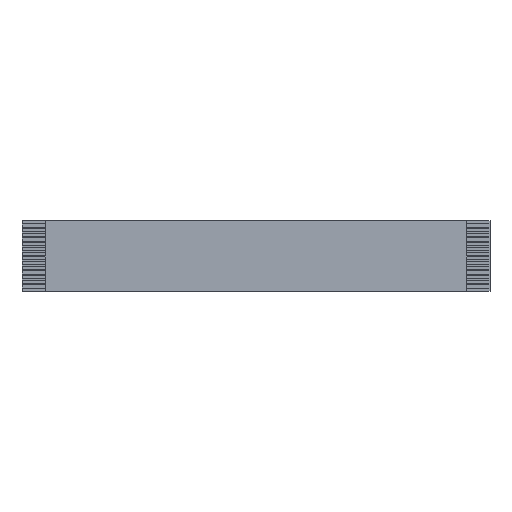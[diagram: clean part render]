
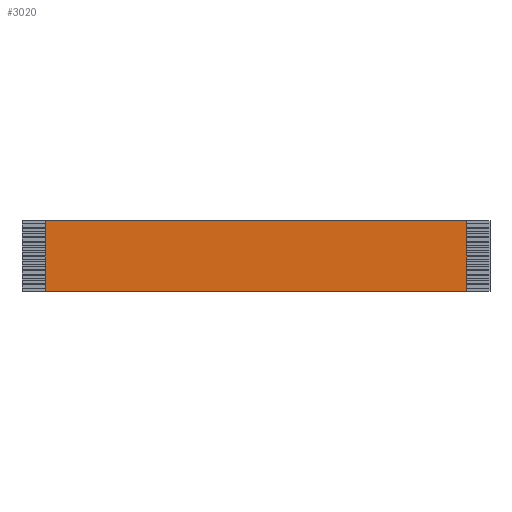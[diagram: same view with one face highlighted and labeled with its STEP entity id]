
A CAD part, top view. The second image highlights one B-rep face of the part: STEP entity #3020.
In plain terms, the highlighted planar face has unit normal (0, 0, 1).
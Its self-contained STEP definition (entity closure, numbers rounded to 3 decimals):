
#641=ORIENTED_EDGE('',*,*,#913,.T.);
#642=ORIENTED_EDGE('',*,*,#1002,.F.);
#643=ORIENTED_EDGE('',*,*,#910,.F.);
#644=ORIENTED_EDGE('',*,*,#1001,.T.);
#910=EDGE_CURVE('',#1195,#1196,#1432,.T.);
#913=EDGE_CURVE('',#1198,#1197,#1435,.T.);
#1001=EDGE_CURVE('',#1195,#1198,#1523,.T.);
#1002=EDGE_CURVE('',#1196,#1197,#1524,.T.);
#1195=VERTEX_POINT('',#4138);
#1196=VERTEX_POINT('',#4140);
#1197=VERTEX_POINT('',#4144);
#1198=VERTEX_POINT('',#4146);
#1432=LINE('',#4139,#1758);
#1435=LINE('',#4145,#1761);
#1523=LINE('',#4295,#1849);
#1524=LINE('',#4297,#1850);
#1758=VECTOR('',#3449,1000.);
#1761=VECTOR('',#3454,1000.);
#1849=VECTOR('',#3664,1000.);
#1850=VECTOR('',#3667,1000.);
#1953=EDGE_LOOP('',(#641,#642,#643,#644));
#2057=FACE_BOUND('',#1953,.T.);
#2161=PLANE('',#3131);
#3020=ADVANCED_FACE('',(#2057),#2161,.F.);
#3131=AXIS2_PLACEMENT_3D('',#4296,#3665,#3666);
#3449=DIRECTION('',(1.,0.,0.));
#3454=DIRECTION('',(1.,0.,0.));
#3664=DIRECTION('',(0.,-1.,0.));
#3665=DIRECTION('',(0.,0.,-1.));
#3666=DIRECTION('',(-1.,0.,0.));
#3667=DIRECTION('',(0.,-1.,0.));
#4138=CARTESIAN_POINT('',(-45.,7.5,0.138));
#4139=CARTESIAN_POINT('',(-45.,7.5,0.138));
#4140=CARTESIAN_POINT('',(45.,7.5,0.138));
#4144=CARTESIAN_POINT('',(45.,-7.5,0.138));
#4145=CARTESIAN_POINT('',(-45.,-7.5,0.138));
#4146=CARTESIAN_POINT('',(-45.,-7.5,0.138));
#4295=CARTESIAN_POINT('',(-45.,7.5,0.138));
#4296=CARTESIAN_POINT('',(-45.,7.5,0.138));
#4297=CARTESIAN_POINT('',(45.,7.5,0.138));
